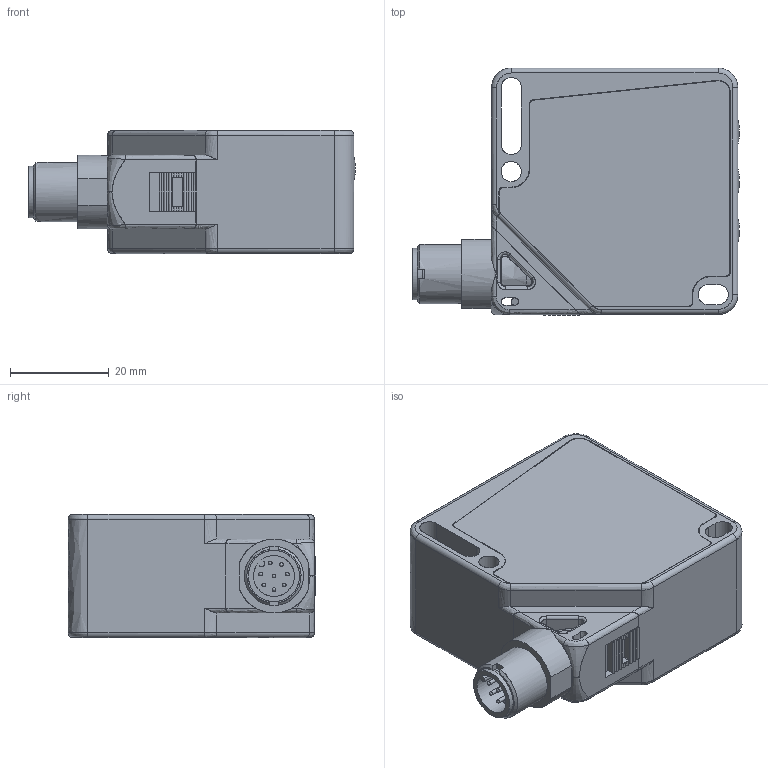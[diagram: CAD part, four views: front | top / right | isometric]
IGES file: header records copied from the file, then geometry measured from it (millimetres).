
Global section: file name: DSD-0384.igs; preprocessor: I-DEAS 3D IGES Translator 13; date: 20101215.161933; units: millimetre
Bounding box: 66.38 x 50.29 x 25 mm (x, y, z)
Volume: 227.3 mm3; surface area: 16347.4 mm2
Topology: 1 solids, 4 shells, 447 faces, 2552 edges, 2476 vertices
Faces by surface type: bspline 447
